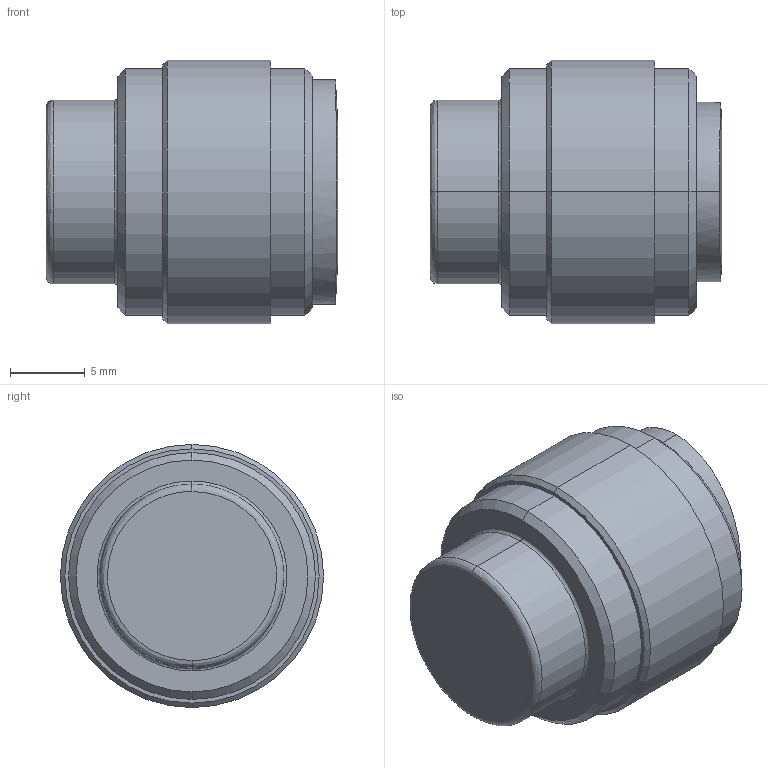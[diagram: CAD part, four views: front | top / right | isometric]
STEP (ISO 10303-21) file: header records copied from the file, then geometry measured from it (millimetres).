
FILE_DESCRIPTION (( 'STEP AP214' ), '1' );
FILE_NAME ('UC516-P.step', '2017-08-29T21:00:02', ( '' ), ( '' ), 'SwSTEP 2.0', 'SolidWorks 2017', '' );
FILE_SCHEMA (( 'AUTOMOTIVE_DESIGN' ));
Length unit declared in the file: inch
Products named in the file (1): UC516-P
Bounding box: 19.5 x 17.6 x 17.6 mm (x, y, z)
Volume: 2877.9 mm3; surface area: 1825.9 mm2
Topology: 1 solids, 1 shells, 32 faces, 66 edges, 40 vertices
Faces by surface type: cylinder 10, bspline 8, cone 8, plane 6
Entity records: 1243 total; most frequent: CARTESIAN_POINT 546, DIRECTION 144, ORIENTED_EDGE 132, EDGE_CURVE 66, AXIS2_PLACEMENT_3D 63, VERTEX_POINT 40, CIRCLE 38, EDGE_LOOP 36
